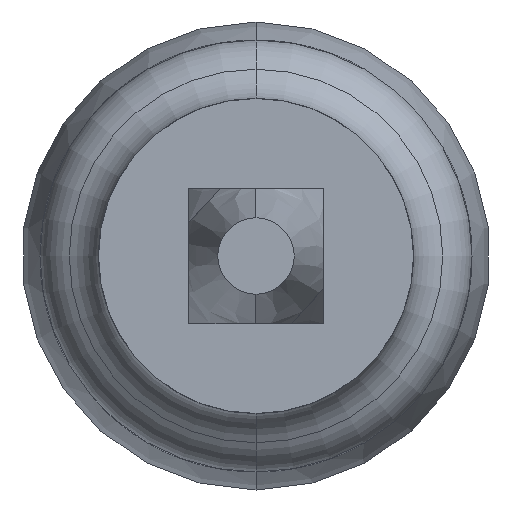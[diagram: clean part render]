
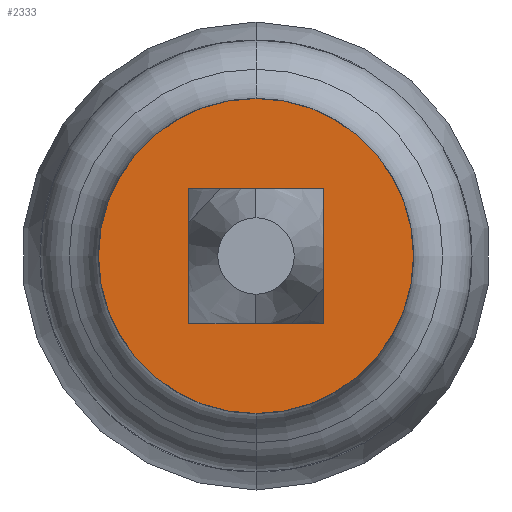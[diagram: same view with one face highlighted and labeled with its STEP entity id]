
A CAD part, front view. The second image highlights one B-rep face of the part: STEP entity #2333.
In plain terms, the highlighted planar face has unit normal (0, -1, 0).
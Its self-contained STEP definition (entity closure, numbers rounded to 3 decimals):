
#37 = CIRCLE ( 'NONE', #1294, 0.35 ) ;
#73 = PLANE ( 'NONE',  #189 ) ;
#186 = CARTESIAN_POINT ( 'NONE',  ( -0.15, -40.637, -0.15 ) ) ;
#189 = AXIS2_PLACEMENT_3D ( 'NONE', #3862, #2359, #3127 ) ;
#409 = CARTESIAN_POINT ( 'NONE',  ( 0., -40.637, 0. ) ) ;
#496 = EDGE_CURVE ( 'Defeature ausgef�hrt1_7+Defeature ausgef�hrt1_6+Defeature ausgef�hrt1_6+Defeature ausgef�hrt1_6', #3820, #2310, #3451, .T. ) ;
#579 = LINE ( 'NONE', #4554, #2845 ) ;
#649 = ORIENTED_EDGE ( 'NONE', *, *, #3978, .T. ) ;
#802 = VERTEX_POINT ( 'NONE', #2528 ) ;
#805 = DIRECTION ( 'NONE',  ( 0., 1., 0. ) ) ;
#837 = LINE ( 'NONE', #1643, #1374 ) ;
#944 = VECTOR ( 'NONE', #1814, 1000. ) ;
#994 = CARTESIAN_POINT ( 'NONE',  ( 0., -40.637, 0.35 ) ) ;
#1113 = DIRECTION ( 'NONE',  ( 0., 0., 1. ) ) ;
#1133 = CARTESIAN_POINT ( 'NONE',  ( 0., -40.637, -0.35 ) ) ;
#1211 = ORIENTED_EDGE ( 'NONE', *, *, #3429, .T. ) ;
#1245 = CARTESIAN_POINT ( 'NONE',  ( 0., -40.637, 0. ) ) ;
#1294 = AXIS2_PLACEMENT_3D ( 'NONE', #1245, #1513, #1113 ) ;
#1305 = DIRECTION ( 'NONE',  ( -1., 0., 0. ) ) ;
#1313 = ORIENTED_EDGE ( 'NONE', *, *, #496, .F. ) ;
#1344 = DIRECTION ( 'NONE',  ( 1., 0., 0. ) ) ;
#1374 = VECTOR ( 'NONE', #1305, 1000. ) ;
#1493 = FACE_BOUND ( 'NONE', #2299, .T. ) ;
#1513 = DIRECTION ( 'NONE',  ( 0., 1., 0. ) ) ;
#1643 = CARTESIAN_POINT ( 'NONE',  ( -0.215, -40.637, -0.15 ) ) ;
#1814 = DIRECTION ( 'NONE',  ( 0., 0., 1. ) ) ;
#1919 = LINE ( 'NONE', #3599, #3822 ) ;
#1961 = ORIENTED_EDGE ( 'NONE', *, *, #2394, .T. ) ;
#2299 = EDGE_LOOP ( 'NONE', ( #1211, #1961, #649, #2934 ) ) ;
#2310 = VERTEX_POINT ( 'NONE', #1133 ) ;
#2333 = ADVANCED_FACE ( 'Defeature ausgef�hrt1_6', ( #2816, #1493 ), #73, .F. ) ;
#2359 = DIRECTION ( 'NONE',  ( 0., 1., 0. ) ) ;
#2394 = EDGE_CURVE ( 'Defeature ausgef�hrt1_6+Defeature ausgef�hrt1_2+Defeature ausgef�hrt1_1+Defeature ausgef�hrt1_0', #4458, #4109, #1919, .T. ) ;
#2528 = CARTESIAN_POINT ( 'NONE',  ( 0.15, -40.637, -0.15 ) ) ;
#2816 = FACE_OUTER_BOUND ( 'NONE', #4112, .T. ) ;
#2845 = VECTOR ( 'NONE', #3054, 1000. ) ;
#2934 = ORIENTED_EDGE ( 'NONE', *, *, #3196, .T. ) ;
#3054 = DIRECTION ( 'NONE',  ( 0., 0., -1. ) ) ;
#3127 = DIRECTION ( 'NONE',  ( 0., 0., 1. ) ) ;
#3196 = EDGE_CURVE ( 'Defeature ausgef�hrt1_6+Defeature ausgef�hrt1_3+Defeature ausgef�hrt1_0+Defeature ausgef�hrt1_1', #802, #4406, #837, .T. ) ;
#3287 = ORIENTED_EDGE ( 'NONE', *, *, #3541, .F. ) ;
#3376 = LINE ( 'NONE', #3722, #944 ) ;
#3429 = EDGE_CURVE ( 'Defeature ausgef�hrt1_6+Defeature ausgef�hrt1_1+Defeature ausgef�hrt1_3+Defeature ausgef�hrt1_2', #4406, #4458, #3376, .T. ) ;
#3451 = CIRCLE ( 'NONE', #4322, 0.35 ) ;
#3458 = DIRECTION ( 'NONE',  ( 0., 0., 1. ) ) ;
#3541 = EDGE_CURVE ( 'Defeature ausgef�hrt1_7+Defeature ausgef�hrt1_6+Defeature ausgef�hrt1_6+Defeature ausgef�hrt1_6', #2310, #3820, #37, .T. ) ;
#3599 = CARTESIAN_POINT ( 'NONE',  ( 0.15, -40.637, 0.15 ) ) ;
#3722 = CARTESIAN_POINT ( 'NONE',  ( -0.15, -40.637, 0.215 ) ) ;
#3820 = VERTEX_POINT ( 'NONE', #994 ) ;
#3822 = VECTOR ( 'NONE', #1344, 1000. ) ;
#3862 = CARTESIAN_POINT ( 'NONE',  ( 0., -40.637, 0. ) ) ;
#3978 = EDGE_CURVE ( 'Defeature ausgef�hrt1_6+Defeature ausgef�hrt1_0+Defeature ausgef�hrt1_2+Defeature ausgef�hrt1_3', #4109, #802, #579, .T. ) ;
#4081 = CARTESIAN_POINT ( 'NONE',  ( 0.15, -40.637, 0.15 ) ) ;
#4109 = VERTEX_POINT ( 'NONE', #4081 ) ;
#4112 = EDGE_LOOP ( 'NONE', ( #1313, #3287 ) ) ;
#4322 = AXIS2_PLACEMENT_3D ( 'NONE', #409, #805, #3458 ) ;
#4381 = CARTESIAN_POINT ( 'NONE',  ( -0.15, -40.637, 0.15 ) ) ;
#4406 = VERTEX_POINT ( 'NONE', #186 ) ;
#4458 = VERTEX_POINT ( 'NONE', #4381 ) ;
#4554 = CARTESIAN_POINT ( 'NONE',  ( 0.15, -40.637, -0.215 ) ) ;
